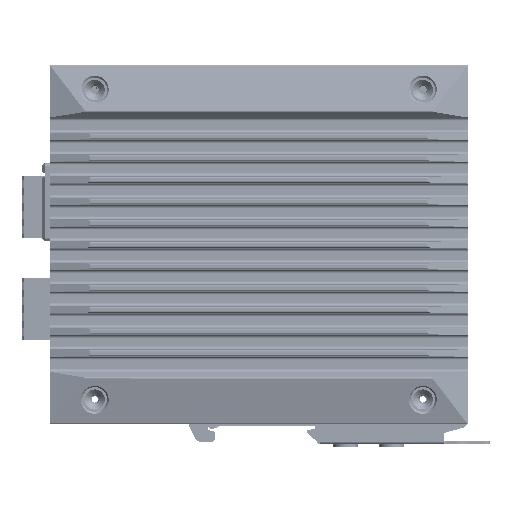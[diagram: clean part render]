
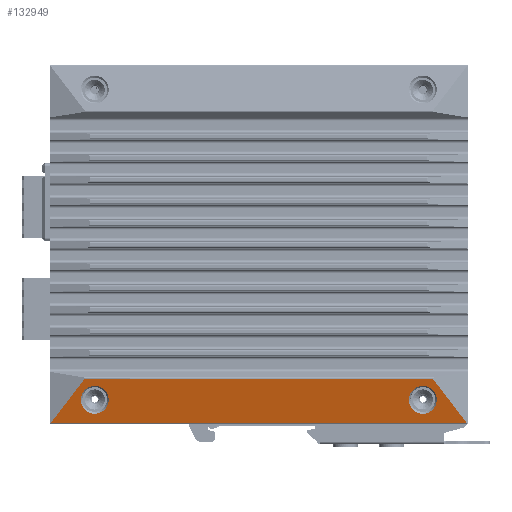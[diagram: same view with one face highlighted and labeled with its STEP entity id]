
A CAD part, front view. The second image highlights one B-rep face of the part: STEP entity #132949.
In plain terms, the highlighted planar face has unit normal (0, -0.969, -0.246).
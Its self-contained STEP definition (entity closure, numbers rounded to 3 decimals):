
#40994=DIRECTION('',(-1.,0.,0.));
#40995=VECTOR('',#40994,134.421);
#40996=CARTESIAN_POINT('',(67.711,-12.696,
-59.823));
#40997=LINE('',#40996,#40995);
#41001=CARTESIAN_POINT('',(67.711,-12.696,
-59.823));
#41003=DIRECTION('',(0.597,-0.197,0.778));
#41004=VECTOR('',#41003,18.354);
#41005=CARTESIAN_POINT('',(-66.711,-12.696,
-59.823));
#41006=LINE('',#41005,#41004);
#41018=CARTESIAN_POINT('',(53.5,-13.457,
-56.823));
#41019=CARTESIAN_POINT('',(53.102,-13.457,
-56.823));
#41020=CARTESIAN_POINT('',(52.338,-13.483,
-56.721));
#41021=CARTESIAN_POINT('',(51.253,-13.595,
-56.28));
#41022=CARTESIAN_POINT('',(50.32,-13.773,
-55.577));
#41023=CARTESIAN_POINT('',(49.588,-14.008,
-54.65));
#41024=CARTESIAN_POINT('',(49.116,-14.287,
-53.551));
#41025=CARTESIAN_POINT('',(48.947,-14.59,
-52.357));
#41026=CARTESIAN_POINT('',(49.098,-14.895,
-51.156));
#41027=CARTESIAN_POINT('',(49.562,-15.179,
-50.037));
#41028=CARTESIAN_POINT('',(50.298,-15.42,
-49.088));
#41029=CARTESIAN_POINT('',(51.242,-15.602,
-48.371));
#41030=CARTESIAN_POINT('',(52.336,-15.715,
-47.925));
#41031=CARTESIAN_POINT('',(53.102,-15.741,
-47.823));
#41032=CARTESIAN_POINT('',(53.5,-15.741,
-47.823));
#41034=CARTESIAN_POINT('',(53.5,-15.741,
-47.823));
#41035=CARTESIAN_POINT('',(53.898,-15.741,
-47.823));
#41036=CARTESIAN_POINT('',(54.662,-15.715,
-47.925));
#41037=CARTESIAN_POINT('',(55.746,-15.603,
-48.366));
#41038=CARTESIAN_POINT('',(56.68,-15.425,
-49.068));
#41039=CARTESIAN_POINT('',(57.412,-15.19,
-49.995));
#41040=CARTESIAN_POINT('',(57.884,-14.911,
-51.095));
#41041=CARTESIAN_POINT('',(58.053,-14.608,
-52.288));
#41042=CARTESIAN_POINT('',(57.902,-14.303,
-53.49));
#41043=CARTESIAN_POINT('',(57.438,-14.019,
-54.608));
#41044=CARTESIAN_POINT('',(56.702,-13.778,
-55.558));
#41045=CARTESIAN_POINT('',(55.758,-13.596,
-56.275));
#41046=CARTESIAN_POINT('',(54.664,-13.483,
-56.721));
#41047=CARTESIAN_POINT('',(53.898,-13.457,
-56.823));
#41048=CARTESIAN_POINT('',(53.5,-13.457,
-56.823));
#41050=CARTESIAN_POINT('',(-52.5,-13.457,
-56.823));
#41051=CARTESIAN_POINT('',(-52.898,-13.457,
-56.823));
#41052=CARTESIAN_POINT('',(-53.662,-13.483,
-56.721));
#41053=CARTESIAN_POINT('',(-54.747,-13.595,
-56.28));
#41054=CARTESIAN_POINT('',(-55.68,-13.773,
-55.577));
#41055=CARTESIAN_POINT('',(-56.412,-14.008,
-54.65));
#41056=CARTESIAN_POINT('',(-56.884,-14.287,
-53.551));
#41057=CARTESIAN_POINT('',(-57.053,-14.59,
-52.357));
#41058=CARTESIAN_POINT('',(-56.902,-14.895,
-51.156));
#41059=CARTESIAN_POINT('',(-56.438,-15.179,
-50.037));
#41060=CARTESIAN_POINT('',(-55.702,-15.42,
-49.088));
#41061=CARTESIAN_POINT('',(-54.758,-15.602,
-48.371));
#41062=CARTESIAN_POINT('',(-53.664,-15.715,
-47.925));
#41063=CARTESIAN_POINT('',(-52.898,-15.741,
-47.823));
#41064=CARTESIAN_POINT('',(-52.5,-15.741,
-47.823));
#41066=CARTESIAN_POINT('',(-52.5,-15.741,
-47.823));
#41067=CARTESIAN_POINT('',(-52.102,-15.741,
-47.823));
#41068=CARTESIAN_POINT('',(-51.338,-15.715,
-47.925));
#41069=CARTESIAN_POINT('',(-50.254,-15.603,
-48.366));
#41070=CARTESIAN_POINT('',(-49.32,-15.425,
-49.068));
#41071=CARTESIAN_POINT('',(-48.588,-15.19,
-49.995));
#41072=CARTESIAN_POINT('',(-48.116,-14.911,
-51.095));
#41073=CARTESIAN_POINT('',(-47.947,-14.608,
-52.288));
#41074=CARTESIAN_POINT('',(-48.098,-14.303,
-53.49));
#41075=CARTESIAN_POINT('',(-48.562,-14.019,
-54.608));
#41076=CARTESIAN_POINT('',(-49.298,-13.778,
-55.558));
#41077=CARTESIAN_POINT('',(-50.242,-13.596,
-56.275));
#41078=CARTESIAN_POINT('',(-51.336,-13.483,
-56.721));
#41079=CARTESIAN_POINT('',(-52.102,-13.457,
-56.823));
#41080=CARTESIAN_POINT('',(-52.5,-13.457,
-56.823));
#41082=DIRECTION('',(0.597,0.197,-0.778));
#41083=VECTOR('',#41082,18.354);
#41084=CARTESIAN_POINT('',(56.759,-16.318,
-45.548));
#41085=LINE('',#41084,#41083);
#41091=CARTESIAN_POINT('',(56.759,-16.318,
-45.548));
#41097=DIRECTION('',(1.,0.,0.));
#41098=VECTOR('',#41097,112.517);
#41099=CARTESIAN_POINT('',(-55.759,-16.318,
-45.548));
#41100=LINE('',#41099,#41098);
#68899=CARTESIAN_POINT('',(-66.711,-12.696,
-59.823));
#68900=CARTESIAN_POINT('',(-55.759,-16.318,
-45.548));
#68901=VERTEX_POINT('',#68899);
#68902=VERTEX_POINT('',#68900);
#68916=VERTEX_POINT('',#41001);
#68949=VERTEX_POINT('',#41091);
#69058=VERTEX_POINT('',#41018);
#69059=VERTEX_POINT('',#41032);
#69110=VERTEX_POINT('',#41050);
#69111=VERTEX_POINT('',#41064);
#132924=CARTESIAN_POINT('',(81.5,-12.6,-60.2));
#132925=DIRECTION('',(0.,0.969,0.246));
#132926=DIRECTION('',(0.,-0.246,0.969));
#132927=AXIS2_PLACEMENT_3D('',#132924,#132925,#132926);
#132928=PLANE('',#132927);
#132930=ORIENTED_EDGE('',*,*,#132929,.T.);
#132931=ORIENTED_EDGE('',*,*,#132900,.T.);
#132932=ORIENTED_EDGE('',*,*,#132913,.T.);
#132934=ORIENTED_EDGE('',*,*,#132933,.T.);
#132935=EDGE_LOOP('',(#132930,#132931,#132932,#132934));
#132936=FACE_OUTER_BOUND('',#132935,.F.);
#132938=ORIENTED_EDGE('',*,*,#132937,.F.);
#132940=ORIENTED_EDGE('',*,*,#132939,.F.);
#132941=EDGE_LOOP('',(#132938,#132940));
#132942=FACE_BOUND('',#132941,.F.);
#132944=ORIENTED_EDGE('',*,*,#132943,.F.);
#132946=ORIENTED_EDGE('',*,*,#132945,.F.);
#132947=EDGE_LOOP('',(#132944,#132946));
#132948=FACE_BOUND('',#132947,.F.);
#41033=B_SPLINE_CURVE_WITH_KNOTS('',3,(#41018,#41019,#41020,#41021,#41022,
#41023,#41024,#41025,#41026,#41027,#41028,#41029,#41030,#41031,#41032),
.UNSPECIFIED.,.F.,.F.,(4,1,1,1,1,1,1,1,1,1,1,1,4),(0.,0.083,
0.167,0.25,0.333,0.417,0.5,
0.583,0.667,0.75,0.833,0.917,
1.),.UNSPECIFIED.);
#41049=B_SPLINE_CURVE_WITH_KNOTS('',3,(#41034,#41035,#41036,#41037,#41038,
#41039,#41040,#41041,#41042,#41043,#41044,#41045,#41046,#41047,#41048),
.UNSPECIFIED.,.F.,.F.,(4,1,1,1,1,1,1,1,1,1,1,1,4),(0.,0.083,
0.167,0.25,0.333,0.417,0.5,
0.583,0.667,0.75,0.833,0.917,
1.),.UNSPECIFIED.);
#41065=B_SPLINE_CURVE_WITH_KNOTS('',3,(#41050,#41051,#41052,#41053,#41054,
#41055,#41056,#41057,#41058,#41059,#41060,#41061,#41062,#41063,#41064),
.UNSPECIFIED.,.F.,.F.,(4,1,1,1,1,1,1,1,1,1,1,1,4),(0.,0.083,
0.167,0.25,0.333,0.417,0.5,
0.583,0.667,0.75,0.833,0.917,
1.),.UNSPECIFIED.);
#41081=B_SPLINE_CURVE_WITH_KNOTS('',3,(#41066,#41067,#41068,#41069,#41070,
#41071,#41072,#41073,#41074,#41075,#41076,#41077,#41078,#41079,#41080),
.UNSPECIFIED.,.F.,.F.,(4,1,1,1,1,1,1,1,1,1,1,1,4),(0.,0.083,
0.167,0.25,0.333,0.417,0.5,
0.583,0.667,0.75,0.833,0.917,
1.),.UNSPECIFIED.);
#132900=EDGE_CURVE('',#68916,#68901,#40997,.T.);
#132913=EDGE_CURVE('',#68901,#68902,#41006,.T.);
#132929=EDGE_CURVE('',#68949,#68916,#41085,.T.);
#132933=EDGE_CURVE('',#68902,#68949,#41100,.T.);
#132937=EDGE_CURVE('',#69058,#69059,#41033,.T.);
#132939=EDGE_CURVE('',#69059,#69058,#41049,.T.);
#132943=EDGE_CURVE('',#69110,#69111,#41065,.T.);
#132945=EDGE_CURVE('',#69111,#69110,#41081,.T.);
#132949=ADVANCED_FACE('',(#132936,#132942,#132948),#132928,.F.);
